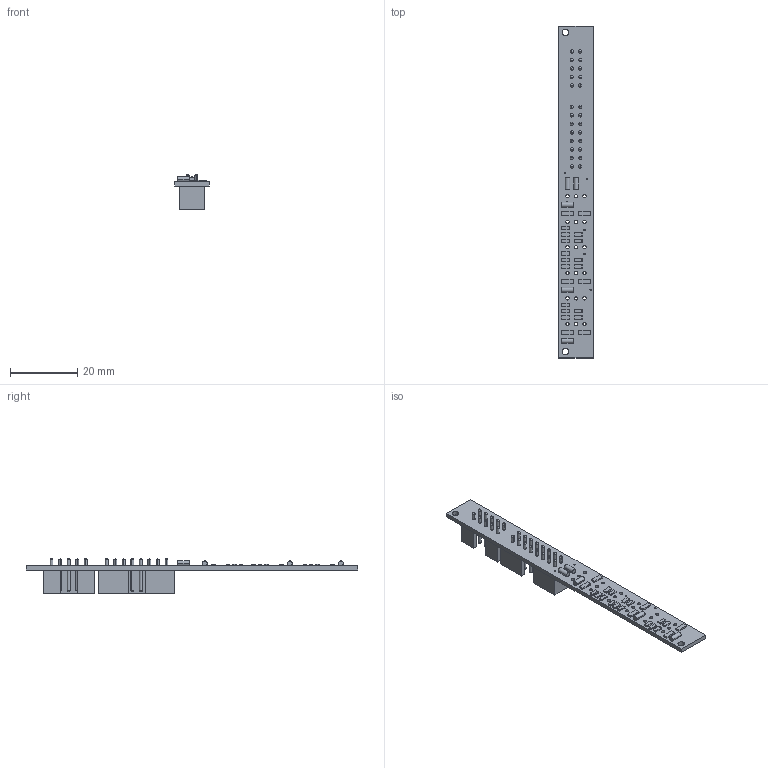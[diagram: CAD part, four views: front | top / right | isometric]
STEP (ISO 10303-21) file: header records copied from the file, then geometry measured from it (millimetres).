
FILE_DESCRIPTION(('PCB Model'),'2;1');
FILE_NAME( 'Powerbrick.STEP', '2018-01-08T18:11:39',('suku'),('Unspecified'), 'Open CASCADE STEP processor 6.8','Proteus','Unknown');
FILE_SCHEMA(('AUTOMOTIVE_DESIGN_CC2 { 1 2 10303 214 -1 1 5 4 }'));
Length unit declared in the file: millimetre
Products named in the file (82): Open CASCADE STEP translator 6.8 1; Layer_1; J8; Open CASCADE STEP translator 6.8 1.2.1; Body_1; Pin_1; Pin_2; Pin_3; Pin_4; Pin_5; Pin_6; Pin_7; Pin_8; Pin_9; Pin_10; J7; Open CASCADE STEP translator 6.8 1.3.1; Pin_11; Pin_12; Pin_13; Pin_14; Pin_15; Pin_16; C1; Open CASCADE STEP translator 6.8 1.4.1; C2; C3; C4; C5; C6; C7; C8; C9; D1; Open CASCADE STEP translator 6.8 1.13.1; D2; D3; D4; D5; L1 ...
Assembly tree (101 placements, depth 4):
  Open CASCADE STEP translator 6.8 1
    Layer_1
    J8
      Open CASCADE STEP translator 6.8 1.2.1
        Body_1
        Pin_1
        Pin_2
        Pin_3
        Pin_4
        Pin_5
        Pin_6
        Pin_7
        Pin_8
        Pin_9
        Pin_10
    J7
      Open CASCADE STEP translator 6.8 1.3.1
        Body_1
        Pin_1
        Pin_2
        Pin_3
        Pin_4
        Pin_5
        Pin_6
        Pin_7
        Pin_8
        Pin_9
        Pin_10
        Pin_11
        Pin_12
        Pin_13
        Pin_14
        Pin_15
        Pin_16
    C1
      Open CASCADE STEP translator 6.8 1.4.1
        Body_1
        Pin_1
        Pin_2
    C2
      Open CASCADE STEP translator 6.8 1.4.1
        Body_1
        Pin_1
        Pin_2
    C3
      Open CASCADE STEP translator 6.8 1.4.1
        Body_1
        Pin_1
        Pin_2
    C4
      Open CASCADE STEP translator 6.8 1.4.1
        Body_1
        Pin_1
        Pin_2
    C5
      Open CASCADE STEP translator 6.8 1.4.1
        Body_1
        Pin_1
        Pin_2
    C6
Bounding box: 10.16 x 99.06 x 10.43 mm (x, y, z)
Volume: 2179.5 mm3; surface area: 4968.3 mm2
Topology: 97 solids, 97 shells, 1010 faces, 2500 edges, 1580 vertices
Faces by surface type: plane 590, cylinder 306, sphere 104, extrusion 10
Entity records: 17425 total; most frequent: CARTESIAN_POINT 2843, DIRECTION 2627, ORIENTED_EDGE 2248, EDGE_CURVE 1124, AXIS2_PLACEMENT_3D 1060, VERTEX_POINT 732, FACE_BOUND 610, EDGE_LOOP 610
